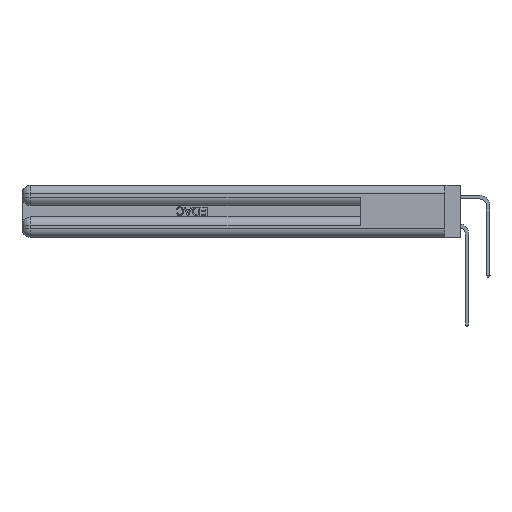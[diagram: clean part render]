
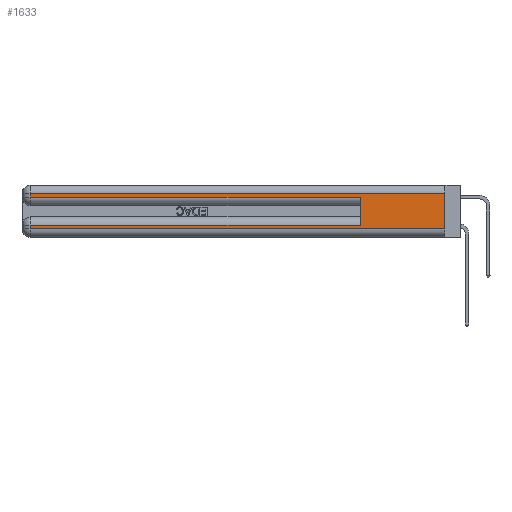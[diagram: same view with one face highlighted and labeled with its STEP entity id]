
A CAD part, left-side view. The second image highlights one B-rep face of the part: STEP entity #1633.
In plain terms, the highlighted planar face has unit normal (-1, 0, 0).
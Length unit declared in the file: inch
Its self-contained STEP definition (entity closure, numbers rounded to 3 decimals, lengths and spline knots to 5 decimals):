
#605 = CARTESIAN_POINT ( 'NONE',  ( 0., 2.94, 0.285 ) ) ;
#616 = VECTOR ( 'NONE', #19924, 39.37008 ) ;
#703 = EDGE_CURVE ( 'NONE', #17628, #819, #36156, .T. ) ;
#819 = VERTEX_POINT ( 'NONE', #5881 ) ;
#1633 = ADVANCED_FACE ( 'NONE', ( #16716 ), #23593, .F. ) ;
#2327 = ORIENTED_EDGE ( 'NONE', *, *, #14095, .T. ) ;
#2471 = CARTESIAN_POINT ( 'NONE',  ( 0., 0.6, 0.085 ) ) ;
#3386 = EDGE_CURVE ( 'NONE', #26643, #25850, #31143, .T. ) ;
#5489 = EDGE_CURVE ( 'NONE', #39197, #16932, #19699, .T. ) ;
#5881 = CARTESIAN_POINT ( 'NONE',  ( 0., 0.6, 0.285 ) ) ;
#6020 = VECTOR ( 'NONE', #27309, 39.37008 ) ;
#6432 = DIRECTION ( 'NONE',  ( 0., 0., -1. ) ) ;
#6706 = VECTOR ( 'NONE', #24429, 39.37008 ) ;
#7835 = ORIENTED_EDGE ( 'NONE', *, *, #30058, .T. ) ;
#8290 = CARTESIAN_POINT ( 'NONE',  ( 0., 2.94, 0.06 ) ) ;
#8563 = VERTEX_POINT ( 'NONE', #2471 ) ;
#8781 = VECTOR ( 'NONE', #9754, 39.37008 ) ;
#9443 = EDGE_CURVE ( 'NONE', #39197, #16987, #15823, .T. ) ;
#9754 = DIRECTION ( 'NONE',  ( 0., -1., 0. ) ) ;
#10113 = CARTESIAN_POINT ( 'NONE',  ( 0., 2.94, 0.37 ) ) ;
#10712 = CARTESIAN_POINT ( 'NONE',  ( 0., 0., 0.31 ) ) ;
#11156 = ORIENTED_EDGE ( 'NONE', *, *, #13756, .F. ) ;
#12516 = ORIENTED_EDGE ( 'NONE', *, *, #5489, .T. ) ;
#13177 = EDGE_LOOP ( 'NONE', ( #41966, #12516, #7835, #35355, #11156, #17872, #42652, #2327 ) ) ;
#13456 = AXIS2_PLACEMENT_3D ( 'NONE', #44077, #27046, #6432 ) ;
#13756 = EDGE_CURVE ( 'NONE', #8563, #819, #28102, .T. ) ;
#14095 = EDGE_CURVE ( 'NONE', #25850, #16987, #23252, .T. ) ;
#14769 = DIRECTION ( 'NONE',  ( 0., -1., 0. ) ) ;
#15823 = LINE ( 'NONE', #38019, #6706 ) ;
#15847 = CARTESIAN_POINT ( 'NONE',  ( 0., 2.94, 0.085 ) ) ;
#16716 = FACE_OUTER_BOUND ( 'NONE', #13177, .T. ) ;
#16932 = VERTEX_POINT ( 'NONE', #27333 ) ;
#16987 = VERTEX_POINT ( 'NONE', #30922 ) ;
#17628 = VERTEX_POINT ( 'NONE', #605 ) ;
#17872 = ORIENTED_EDGE ( 'NONE', *, *, #32734, .T. ) ;
#18759 = VECTOR ( 'NONE', #41748, 39.37008 ) ;
#19699 = LINE ( 'NONE', #25602, #36851 ) ;
#19924 = DIRECTION ( 'NONE',  ( 0., 0., 1. ) ) ;
#21231 = CARTESIAN_POINT ( 'NONE',  ( 0., 0., 0.085 ) ) ;
#22130 = DIRECTION ( 'NONE',  ( 0., 1., 0. ) ) ;
#23252 = LINE ( 'NONE', #25085, #40367 ) ;
#23593 = PLANE ( 'NONE',  #13456 ) ;
#24429 = DIRECTION ( 'NONE',  ( 0., 0., -1. ) ) ;
#25085 = CARTESIAN_POINT ( 'NONE',  ( 0., 0., 0.06 ) ) ;
#25435 = CARTESIAN_POINT ( 'NONE',  ( 0., 2.94, 0.37 ) ) ;
#25602 = CARTESIAN_POINT ( 'NONE',  ( 0., 0., 0.31 ) ) ;
#25850 = VERTEX_POINT ( 'NONE', #8290 ) ;
#26498 = LINE ( 'NONE', #10113, #6020 ) ;
#26643 = VERTEX_POINT ( 'NONE', #15847 ) ;
#27046 = DIRECTION ( 'NONE',  ( 1., 0., 0. ) ) ;
#27309 = DIRECTION ( 'NONE',  ( 0., 0., -1. ) ) ;
#27333 = CARTESIAN_POINT ( 'NONE',  ( 0., 2.94, 0.31 ) ) ;
#27897 = VECTOR ( 'NONE', #35721, 39.37008 ) ;
#27919 = LINE ( 'NONE', #21231, #18759 ) ;
#28102 = LINE ( 'NONE', #43913, #616 ) ;
#30058 = EDGE_CURVE ( 'NONE', #16932, #17628, #26498, .T. ) ;
#30364 = CARTESIAN_POINT ( 'NONE',  ( 0., 0., 0.285 ) ) ;
#30922 = CARTESIAN_POINT ( 'NONE',  ( 0., 0., 0.06 ) ) ;
#31143 = LINE ( 'NONE', #25435, #27897 ) ;
#32734 = EDGE_CURVE ( 'NONE', #8563, #26643, #27919, .T. ) ;
#35355 = ORIENTED_EDGE ( 'NONE', *, *, #703, .T. ) ;
#35721 = DIRECTION ( 'NONE',  ( 0., 0., -1. ) ) ;
#36156 = LINE ( 'NONE', #30364, #8781 ) ;
#36851 = VECTOR ( 'NONE', #22130, 39.37008 ) ;
#38019 = CARTESIAN_POINT ( 'NONE',  ( 0., 0., 0.37 ) ) ;
#39197 = VERTEX_POINT ( 'NONE', #10712 ) ;
#40367 = VECTOR ( 'NONE', #14769, 39.37008 ) ;
#41748 = DIRECTION ( 'NONE',  ( 0., 1., 0. ) ) ;
#41966 = ORIENTED_EDGE ( 'NONE', *, *, #9443, .F. ) ;
#42652 = ORIENTED_EDGE ( 'NONE', *, *, #3386, .T. ) ;
#43913 = CARTESIAN_POINT ( 'NONE',  ( 0., 0.6, 0.145 ) ) ;
#44077 = CARTESIAN_POINT ( 'NONE',  ( 0., 0., 0.37 ) ) ;
